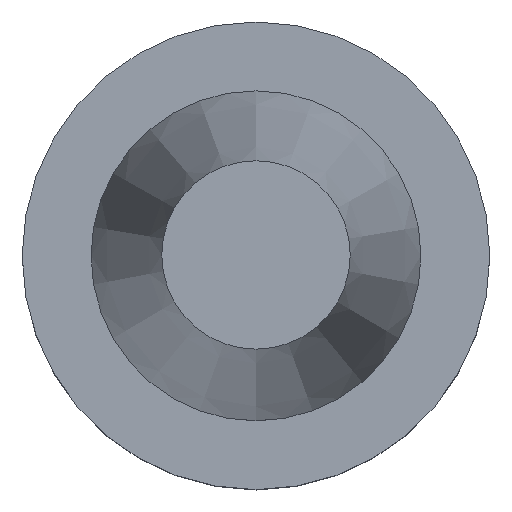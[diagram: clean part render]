
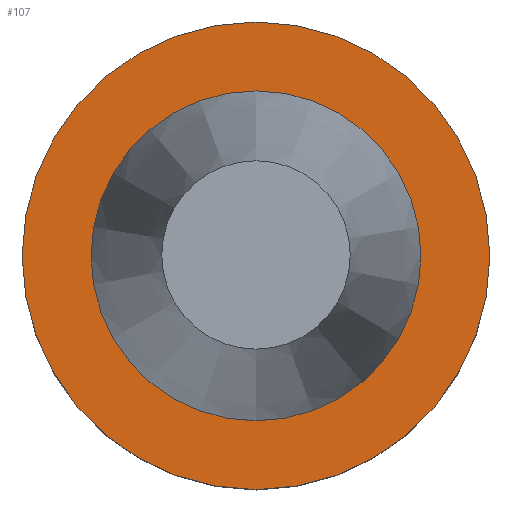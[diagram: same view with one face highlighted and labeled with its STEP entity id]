
A CAD part, top view. The second image highlights one B-rep face of the part: STEP entity #107.
In plain terms, the highlighted planar face has unit normal (0, 0, 1).
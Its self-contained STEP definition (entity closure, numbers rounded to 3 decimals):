
#84=EDGE_CURVE('Unnamed[1]',#197,#197,#198,.T.);
#107=ADVANCED_FACE('Unnamed[1]',(#231,#232),#233,.T.);
#127=EDGE_CURVE('Unnamed[1]',#263,#263,#264,.T.);
#197=VERTEX_POINT('',#341);
#198=CIRCLE('',#342,22.225);
#231=FACE_OUTER_BOUND('',#383,.T.);
#232=FACE_BOUND('',#384,.T.);
#233=PLANE('',#385);
#263=VERTEX_POINT('',#423);
#264=CIRCLE('',#424,31.5);
#341=CARTESIAN_POINT('',(0.,22.225,-1.));
#342=AXIS2_PLACEMENT_3D('',#492,#493,#494);
#383=EDGE_LOOP('',(#527));
#384=EDGE_LOOP('',(#528));
#385=AXIS2_PLACEMENT_3D('',#529,#530,#531);
#423=CARTESIAN_POINT('',(0.,31.5,-1.));
#424=AXIS2_PLACEMENT_3D('',#564,#565,#566);
#492=CARTESIAN_POINT('',(0.,0.,-1.));
#493=DIRECTION('',(0.,0.,-1.0));
#494=DIRECTION('',(0.,1.0,0.));
#527=ORIENTED_EDGE('',*,*,#127,.F.);
#528=ORIENTED_EDGE('',*,*,#84,.T.);
#529=CARTESIAN_POINT('',(0.,26.862,-1.));
#530=DIRECTION('',(0.,0.,1.0));
#531=DIRECTION('',(0.,-1.0,0.));
#564=CARTESIAN_POINT('',(0.,0.,-1.));
#565=DIRECTION('',(0.,0.,-1.0));
#566=DIRECTION('',(0.,1.0,0.));
